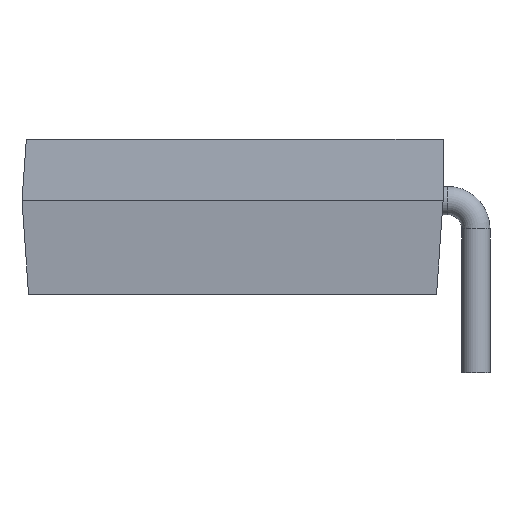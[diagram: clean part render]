
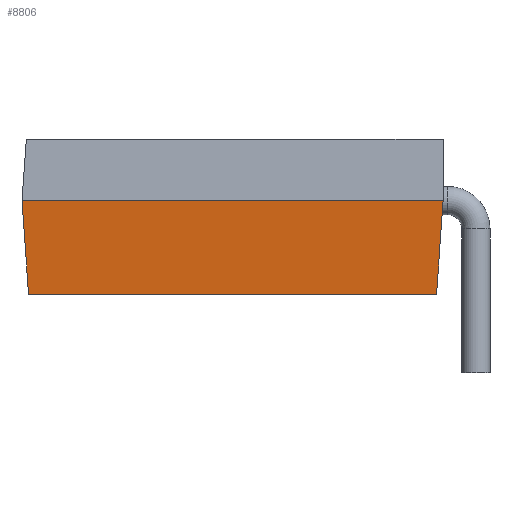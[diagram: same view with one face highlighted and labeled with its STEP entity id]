
A CAD part, left-side view. The second image highlights one B-rep face of the part: STEP entity #8806.
In plain terms, the highlighted planar face has unit normal (-0.998, 0, -0.07).
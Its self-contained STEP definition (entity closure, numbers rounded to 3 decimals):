
#479 = CARTESIAN_POINT ( 'NONE',  ( -4.23, 0., 0. ) ) ;
#979 = ORIENTED_EDGE ( 'NONE', *, *, #9914, .T. ) ;
#1433 = CARTESIAN_POINT ( 'NONE',  ( -4.23, 19.3, 0. ) ) ;
#1515 = CARTESIAN_POINT ( 'NONE',  ( -3.93, 19.3, -4.29 ) ) ;
#2576 = EDGE_CURVE ( 'NONE', #13784, #13901, #8293, .T. ) ;
#2760 = ORIENTED_EDGE ( 'NONE', *, *, #13941, .F. ) ;
#3614 = PLANE ( 'NONE',  #13935 ) ;
#3760 = ORIENTED_EDGE ( 'NONE', *, *, #14629, .T. ) ;
#3792 = DIRECTION ( 'NONE',  ( 0., 1., 0. ) ) ;
#4896 = LINE ( 'NONE', #11762, #5293 ) ;
#5293 = VECTOR ( 'NONE', #3792, 1000. ) ;
#6126 = DIRECTION ( 'NONE',  ( -0.07, -0.07, 0.995 ) ) ;
#7209 = DIRECTION ( 'NONE',  ( 0., 1., 0. ) ) ;
#7507 = ORIENTED_EDGE ( 'NONE', *, *, #2576, .T. ) ;
#7891 = VECTOR ( 'NONE', #10446, 1000. ) ;
#8177 = DIRECTION ( 'NONE',  ( -0.998, 0., -0.07 ) ) ;
#8293 = LINE ( 'NONE', #1433, #7891 ) ;
#8754 = CARTESIAN_POINT ( 'NONE',  ( -3.93, 19., -4.29 ) ) ;
#8806 = ADVANCED_FACE ( 'NONE', ( #11510 ), #3614, .T. ) ;
#9203 = LINE ( 'NONE', #1515, #14462 ) ;
#9491 = LINE ( 'NONE', #479, #13388 ) ;
#9914 = EDGE_CURVE ( 'NONE', #11662, #11612, #9491, .T. ) ;
#10028 = CARTESIAN_POINT ( 'NONE',  ( -4.23, 19.3, 0. ) ) ;
#10446 = DIRECTION ( 'NONE',  ( 0.07, -0.07, -0.995 ) ) ;
#11479 = CARTESIAN_POINT ( 'NONE',  ( -3.93, 0.3, -4.29 ) ) ;
#11510 = FACE_OUTER_BOUND ( 'NONE', #12578, .T. ) ;
#11612 = VERTEX_POINT ( 'NONE', #12150 ) ;
#11662 = VERTEX_POINT ( 'NONE', #11479 ) ;
#11762 = CARTESIAN_POINT ( 'NONE',  ( -4.23, 19.3, 0. ) ) ;
#11811 = CARTESIAN_POINT ( 'NONE',  ( -4.23, 19.3, 0. ) ) ;
#12150 = CARTESIAN_POINT ( 'NONE',  ( -4.23, 0., 0. ) ) ;
#12578 = EDGE_LOOP ( 'NONE', ( #7507, #2760, #979, #3760 ) ) ;
#13388 = VECTOR ( 'NONE', #6126, 1000. ) ;
#13784 = VERTEX_POINT ( 'NONE', #10028 ) ;
#13901 = VERTEX_POINT ( 'NONE', #8754 ) ;
#13935 = AXIS2_PLACEMENT_3D ( 'NONE', #11811, #8177, #14134 ) ;
#13941 = EDGE_CURVE ( 'NONE', #11662, #13901, #9203, .T. ) ;
#14134 = DIRECTION ( 'NONE',  ( 0., 1., 0. ) ) ;
#14462 = VECTOR ( 'NONE', #7209, 1000. ) ;
#14629 = EDGE_CURVE ( 'NONE', #11612, #13784, #4896, .T. ) ;
